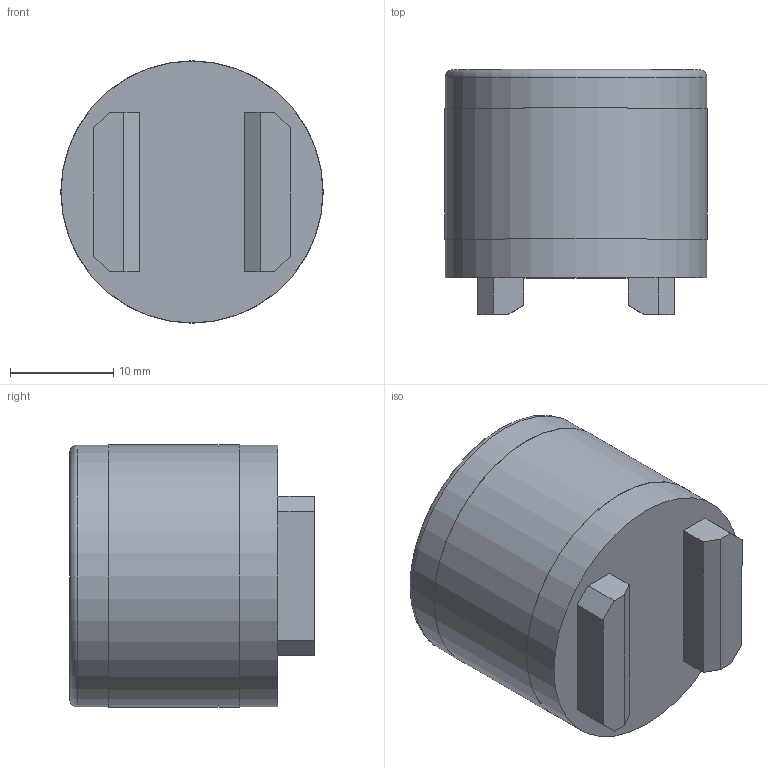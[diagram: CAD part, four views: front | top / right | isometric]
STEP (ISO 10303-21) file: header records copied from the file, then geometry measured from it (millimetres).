
FILE_DESCRIPTION(/* description */ (''),/* implementation_level */ '2;1');
FILE_NAME(/* name */ 'MH128-1A.stp',/* time_stamp */ '2017-05-05T17:13:24-04:00',/* author */ ('aneininger'),/* organization */ ('CONNECTION TECHNOLOGY CENTER'),/* preprocessor_version */ 'ST-DEVELOPER v16.5',/* originating_system */ 'Autodesk Inventor 2017',/* authorisation */ '');
FILE_SCHEMA (('AUTOMOTIVE_DESIGN { 1 0 10303 214 3 1 1 }'));
Length unit declared in the file: inch
Products named in the file (1): Part13
Bounding box: 25.45 x 23.75 x 25.45 mm (x, y, z)
Volume: 10553.6 mm3; surface area: 2960 mm2
Topology: 1 solids, 1 shells, 26 faces, 60 edges, 40 vertices
Faces by surface type: plane 20, cylinder 4, torus 1, cone 1
Full cylindrical faces by diameter (mm): 5.359 x1, 25.4 x2, 25.451 x1
Entity records: 762 total; most frequent: CARTESIAN_POINT 115, DIRECTION 114, ORIENTED_EDGE 102, EDGE_CURVE 51, LINE 42, VECTOR 42, VERTEX_POINT 37, EDGE_LOOP 36
